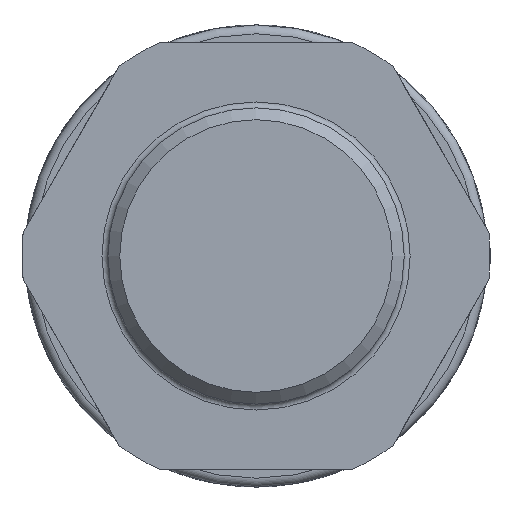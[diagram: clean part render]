
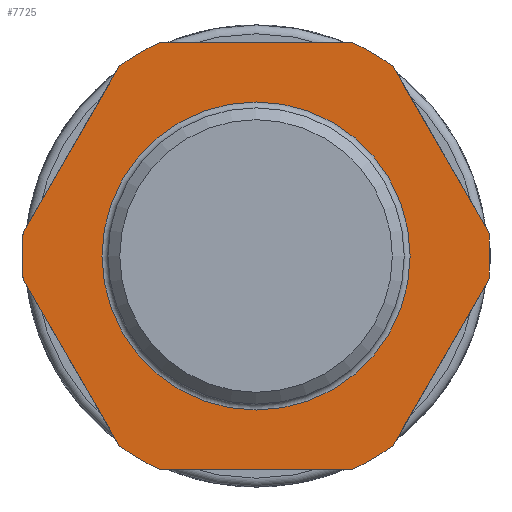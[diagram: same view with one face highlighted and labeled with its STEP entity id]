
A CAD part, left-side view. The second image highlights one B-rep face of the part: STEP entity #7725.
In plain terms, the highlighted planar face has unit normal (-1, 0, 0).
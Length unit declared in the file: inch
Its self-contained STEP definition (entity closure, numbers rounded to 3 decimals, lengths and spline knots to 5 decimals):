
#15=FACE_BOUND('',#1588,.T.);
#486=CIRCLE('',#8430,0.77756);
#487=CIRCLE('',#8432,0.77756);
#488=CIRCLE('',#8434,0.77756);
#489=CIRCLE('',#8436,0.77756);
#490=CIRCLE('',#8438,0.77756);
#491=CIRCLE('',#8440,0.77756);
#492=CIRCLE('',#8441,0.51181);
#493=CIRCLE('',#8442,0.51181);
#1177=FACE_OUTER_BOUND('',#1587,.T.);
#1587=EDGE_LOOP('',(#6145,#6146,#6147,#6148,#6149,#6150,#6151,#6152,#6153,
#6154,#6155,#6156));
#1588=EDGE_LOOP('',(#6157,#6158));
#1991=LINE('',#15420,#2259);
#1994=LINE('',#15450,#2262);
#1997=LINE('',#15480,#2265);
#2000=LINE('',#15510,#2268);
#2003=LINE('',#15540,#2271);
#2006=LINE('',#15570,#2274);
#2259=VECTOR('',#10065,0.3937);
#2262=VECTOR('',#10070,0.3937);
#2265=VECTOR('',#10075,0.3937);
#2268=VECTOR('',#10080,0.3937);
#2271=VECTOR('',#10085,0.3937);
#2274=VECTOR('',#10090,0.3937);
#3112=VERTEX_POINT('',#15417);
#3113=VERTEX_POINT('',#15419);
#3116=VERTEX_POINT('',#15447);
#3117=VERTEX_POINT('',#15449);
#3120=VERTEX_POINT('',#15477);
#3121=VERTEX_POINT('',#15479);
#3124=VERTEX_POINT('',#15507);
#3125=VERTEX_POINT('',#15509);
#3128=VERTEX_POINT('',#15537);
#3129=VERTEX_POINT('',#15539);
#3132=VERTEX_POINT('',#15567);
#3133=VERTEX_POINT('',#15569);
#3137=VERTEX_POINT('',#15598);
#3138=VERTEX_POINT('',#15599);
#4163=EDGE_CURVE('',#3113,#3112,#1991,.T.);
#4167=EDGE_CURVE('',#3117,#3116,#1994,.T.);
#4171=EDGE_CURVE('',#3121,#3120,#1997,.T.);
#4175=EDGE_CURVE('',#3125,#3124,#2000,.T.);
#4179=EDGE_CURVE('',#3129,#3128,#2003,.T.);
#4183=EDGE_CURVE('',#3133,#3132,#2006,.T.);
#4195=EDGE_CURVE('',#3121,#3124,#486,.T.);
#4196=EDGE_CURVE('',#3133,#3120,#487,.T.);
#4197=EDGE_CURVE('',#3117,#3128,#488,.T.);
#4198=EDGE_CURVE('',#3125,#3116,#489,.T.);
#4199=EDGE_CURVE('',#3113,#3132,#490,.T.);
#4200=EDGE_CURVE('',#3129,#3112,#491,.T.);
#4201=EDGE_CURVE('',#3137,#3138,#492,.T.);
#4202=EDGE_CURVE('',#3138,#3137,#493,.T.);
#6145=ORIENTED_EDGE('',*,*,#4163,.T.);
#6146=ORIENTED_EDGE('',*,*,#4200,.F.);
#6147=ORIENTED_EDGE('',*,*,#4179,.T.);
#6148=ORIENTED_EDGE('',*,*,#4197,.F.);
#6149=ORIENTED_EDGE('',*,*,#4167,.T.);
#6150=ORIENTED_EDGE('',*,*,#4198,.F.);
#6151=ORIENTED_EDGE('',*,*,#4175,.T.);
#6152=ORIENTED_EDGE('',*,*,#4195,.F.);
#6153=ORIENTED_EDGE('',*,*,#4171,.T.);
#6154=ORIENTED_EDGE('',*,*,#4196,.F.);
#6155=ORIENTED_EDGE('',*,*,#4183,.T.);
#6156=ORIENTED_EDGE('',*,*,#4199,.F.);
#6157=ORIENTED_EDGE('',*,*,#4201,.T.);
#6158=ORIENTED_EDGE('',*,*,#4202,.T.);
#7024=PLANE('',#8439);
#7725=ADVANCED_FACE('',(#1177,#15),#7024,.T.);
#8430=AXIS2_PLACEMENT_3D('',#15587,#10116,#10117);
#8432=AXIS2_PLACEMENT_3D('',#15589,#10120,#10121);
#8434=AXIS2_PLACEMENT_3D('',#15591,#10124,#10125);
#8436=AXIS2_PLACEMENT_3D('',#15593,#10128,#10129);
#8438=AXIS2_PLACEMENT_3D('',#15595,#10132,#10133);
#8439=AXIS2_PLACEMENT_3D('',#15596,#10134,#10135);
#8440=AXIS2_PLACEMENT_3D('',#15597,#10136,#10137);
#8441=AXIS2_PLACEMENT_3D('',#15600,#10138,#10139);
#8442=AXIS2_PLACEMENT_3D('',#15601,#10140,#10141);
#10065=DIRECTION('',(0.,1.,0.));
#10070=DIRECTION('',(0.,-0.5,-0.866));
#10075=DIRECTION('',(0.,-0.5,0.866));
#10080=DIRECTION('',(0.,-1.,0.));
#10085=DIRECTION('',(0.,0.5,-0.866));
#10090=DIRECTION('',(0.,0.5,0.866));
#10116=DIRECTION('center_axis',(1.,0.,0.));
#10117=DIRECTION('ref_axis',(0.,0.,
1.));
#10120=DIRECTION('center_axis',(1.,0.,0.));
#10121=DIRECTION('ref_axis',(0.,0.,
1.));
#10124=DIRECTION('center_axis',(1.,0.,0.));
#10125=DIRECTION('ref_axis',(0.,0.,
1.));
#10128=DIRECTION('center_axis',(1.,0.,0.));
#10129=DIRECTION('ref_axis',(0.,0.,
1.));
#10132=DIRECTION('center_axis',(1.,0.,0.));
#10133=DIRECTION('ref_axis',(0.,0.,
1.));
#10134=DIRECTION('center_axis',(-1.,0.,0.));
#10135=DIRECTION('ref_axis',(0.,0.,
-1.));
#10136=DIRECTION('center_axis',(1.,0.,0.));
#10137=DIRECTION('ref_axis',(0.,0.,
1.));
#10138=DIRECTION('center_axis',(1.,0.,0.));
#10139=DIRECTION('ref_axis',(0.,0.,
1.));
#10140=DIRECTION('center_axis',(1.,0.,0.));
#10141=DIRECTION('ref_axis',(0.,0.,
1.));
#15417=CARTESIAN_POINT('',(-0.12402,0.32,0.70866));
#15419=CARTESIAN_POINT('',(-0.12402,-0.32,0.70866));
#15420=CARTESIAN_POINT('',(-0.12402,-0.54878,0.70866));
#15447=CARTESIAN_POINT('',(-0.12402,0.45372,-0.63145));
#15449=CARTESIAN_POINT('',(-0.12402,0.77372,-0.07721));
#15450=CARTESIAN_POINT('',(-0.12402,0.59652,-0.38412));
#15477=CARTESIAN_POINT('',(-0.12402,-0.77372,-0.07721));
#15479=CARTESIAN_POINT('',(-0.12402,-0.45372,-0.63145));
#15480=CARTESIAN_POINT('',(-0.12402,-0.63091,-0.32455));
#15507=CARTESIAN_POINT('',(-0.12402,-0.32,-0.70866));
#15509=CARTESIAN_POINT('',(-0.12402,0.32,-0.70866));
#15510=CARTESIAN_POINT('',(-0.12402,-0.22878,-0.70866));
#15537=CARTESIAN_POINT('',(-0.12402,0.77372,0.07721));
#15539=CARTESIAN_POINT('',(-0.12402,0.45372,0.63145));
#15540=CARTESIAN_POINT('',(-0.12402,0.43653,0.66124));
#15567=CARTESIAN_POINT('',(-0.12402,-0.45372,0.63145));
#15569=CARTESIAN_POINT('',(-0.12402,-0.77372,0.07721));
#15570=CARTESIAN_POINT('',(-0.12402,-0.79091,0.04742));
#15587=CARTESIAN_POINT('Origin',(-0.12402,0.,
0.));
#15589=CARTESIAN_POINT('Origin',(-0.12402,0.,
0.));
#15591=CARTESIAN_POINT('Origin',(-0.12402,0.,
0.));
#15593=CARTESIAN_POINT('Origin',(-0.12402,0.,
0.));
#15595=CARTESIAN_POINT('Origin',(-0.12402,0.,
0.));
#15596=CARTESIAN_POINT('Origin',(-0.12402,-0.77756,0.));
#15597=CARTESIAN_POINT('Origin',(-0.12402,0.,
0.));
#15598=CARTESIAN_POINT('',(-0.12402,-0.51181,0.));
#15599=CARTESIAN_POINT('',(-0.12402,0.,-0.51181));
#15600=CARTESIAN_POINT('Origin',(-0.12402,0.,
0.));
#15601=CARTESIAN_POINT('Origin',(-0.12402,0.,
0.));
